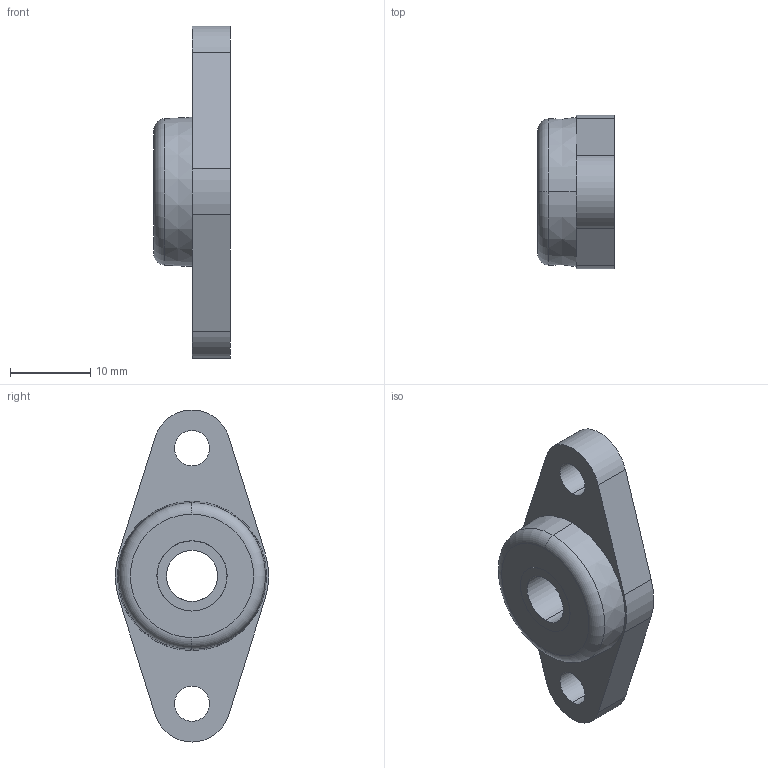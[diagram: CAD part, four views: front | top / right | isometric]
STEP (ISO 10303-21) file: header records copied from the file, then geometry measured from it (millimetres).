
FILE_DESCRIPTION (( 'STEP AP203' ), '1' );
FILE_NAME ('5912K12.step', '2010-08-09T12:44:04', ( 'jim' ), ( '' ), 'SwSTEP 2.0', 'SolidWorks 2007', '' );
FILE_SCHEMA (( 'CONFIG_CONTROL_DESIGN' ));
Length unit declared in the file: inch
Products named in the file (1): 5912K12
Bounding box: 9.55 x 19.05 x 41.26 mm (x, y, z)
Volume: 3363.4 mm3; surface area: 1982.1 mm2
Topology: 1 solids, 1 shells, 30 faces, 71 edges, 46 vertices
Faces by surface type: cylinder 13, plane 9, cone 6, torus 2
Entity records: 974 total; most frequent: DIRECTION 173, CARTESIAN_POINT 148, ORIENTED_EDGE 142, AXIS2_PLACEMENT_3D 71, EDGE_CURVE 71, VERTEX_POINT 46, CIRCLE 40, EDGE_LOOP 39
